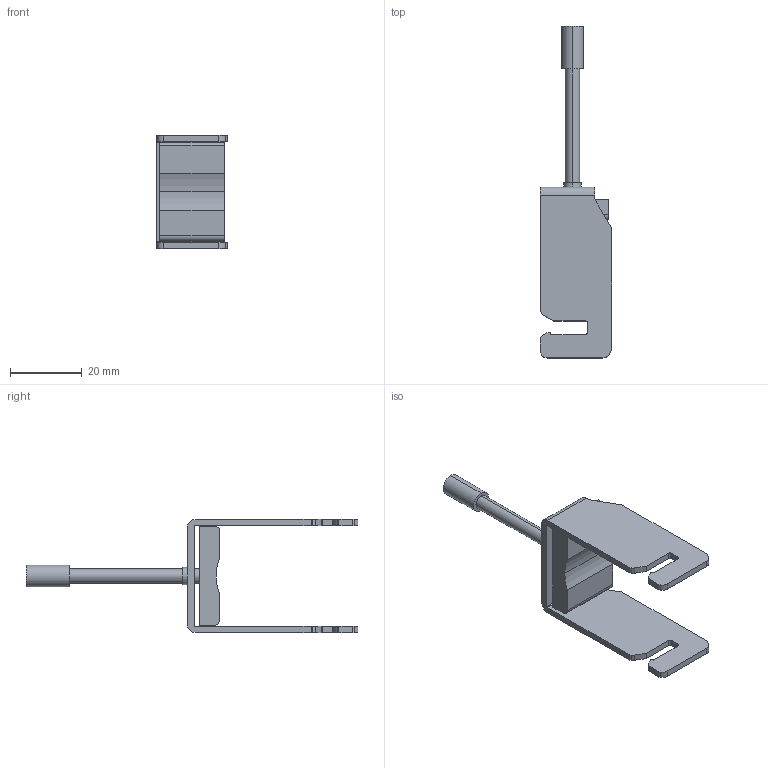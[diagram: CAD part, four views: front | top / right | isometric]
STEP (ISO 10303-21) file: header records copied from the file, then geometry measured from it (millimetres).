
FILE_DESCRIPTION(('SolidDesigner STEP Export'),'2;1');
FILE_NAME('3698_0_SSAB28_select.stp','2011-03-11T14:36:40',(''),(''),'CoCreate Modeling STEP processor for AP214 (Solid Model)','CoCreate Modeling 16.00A 16-Aug-2008 (C) Parametric Technology GmbH','');
FILE_SCHEMA(('AUTOMOTIVE_DESIGN { 1 0 10303 214 1 1 1 1 }'));
Length unit declared in the file: millimetre
Products named in the file (2): 3698_0_SSAB28_select
Assembly tree (1 placements, depth 2):
  3698_0_SSAB28_select
    3698_0_SSAB28_select
Bounding box: 20 x 92.7 x 31.6 mm (x, y, z)
Volume: 7397.9 mm3; surface area: 7019.5 mm2
Topology: 1 solids, 1 shells, 76 faces, 207 edges, 138 vertices
Faces by surface type: plane 46, cylinder 30
Entity records: 2898 total; most frequent: ORIENTED_EDGE 414, CARTESIAN_POINT 388, DIRECTION 362, EDGE_CURVE 207, VERTEX_POINT 138, VECTOR 138, LINE 138, AXIS2_PLACEMENT_3D 112
